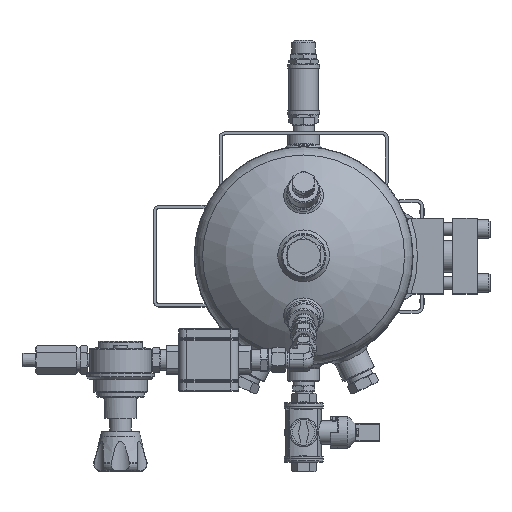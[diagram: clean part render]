
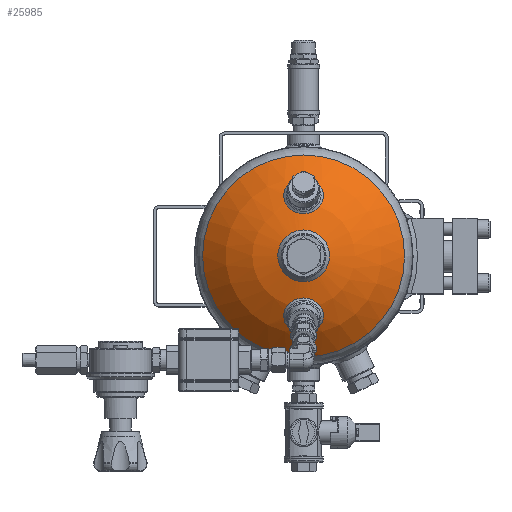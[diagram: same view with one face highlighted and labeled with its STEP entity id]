
A CAD part, top view. The second image highlights one B-rep face of the part: STEP entity #25985.
In plain terms, the highlighted spherical face has radius 140.215 mm.
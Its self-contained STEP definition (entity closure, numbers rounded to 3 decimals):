
#3526=SPHERICAL_SURFACE('',#35165,140.215);
#5242=CIRCLE('',#35166,17.526);
#5243=CIRCLE('',#35167,22.513);
#5244=CIRCLE('',#35168,17.526);
#5245=CIRCLE('',#35169,101.553);
#6494=ORIENTED_EDGE('',*,*,#13713,.T.);
#6495=ORIENTED_EDGE('',*,*,#13714,.T.);
#6496=ORIENTED_EDGE('',*,*,#13715,.T.);
#6497=ORIENTED_EDGE('',*,*,#13716,.F.);
#13713=EDGE_CURVE('',#17335,#17335,#5242,.T.);
#13714=EDGE_CURVE('',#17336,#17336,#5243,.T.);
#13715=EDGE_CURVE('',#17337,#17337,#5244,.T.);
#13716=EDGE_CURVE('',#17338,#17338,#5245,.T.);
#17335=VERTEX_POINT('',#47458);
#17336=VERTEX_POINT('',#47460);
#17337=VERTEX_POINT('',#47462);
#17338=VERTEX_POINT('',#47464);
#20581=EDGE_LOOP('',(#6494));
#20582=EDGE_LOOP('',(#6495));
#20583=EDGE_LOOP('',(#6496));
#20584=EDGE_LOOP('',(#6497));
#23072=FACE_BOUND('',#20581,.T.);
#23073=FACE_BOUND('',#20582,.T.);
#23074=FACE_BOUND('',#20583,.T.);
#23075=FACE_BOUND('',#20584,.T.);
#25985=ADVANCED_FACE('',(#23072,#23073,#23074,#23075),#3526,.T.);
#35165=AXIS2_PLACEMENT_3D('',#47456,#38216,#38217);
#35166=AXIS2_PLACEMENT_3D('',#47457,#38218,#38219);
#35167=AXIS2_PLACEMENT_3D('',#47459,#38220,#38221);
#35168=AXIS2_PLACEMENT_3D('',#47461,#38222,#38223);
#35169=AXIS2_PLACEMENT_3D('',#47463,#38224,#38225);
#38216=DIRECTION('',(0.,0.,-1.));
#38217=DIRECTION('',(-1.,0.,0.));
#38218=DIRECTION('',(-0.435,0.,-0.9));
#38219=DIRECTION('',(-0.9,0.,0.435));
#38220=DIRECTION('',(0.,0.,-1.));
#38221=DIRECTION('',(-1.,0.,0.));
#38222=DIRECTION('',(0.435,0.,-0.9));
#38223=DIRECTION('',(-0.9,0.,-0.435));
#38224=DIRECTION('',(0.,0.,-1.));
#38225=DIRECTION('',(-1.,0.,0.));
#47456=CARTESIAN_POINT('',(0.,0.,-38.615));
#47457=CARTESIAN_POINT('',(60.522,0.,86.646));
#47458=CARTESIAN_POINT('',(44.741,0.,94.27));
#47459=CARTESIAN_POINT('',(0.,0.,99.781));
#47460=CARTESIAN_POINT('',(-22.513,0.,99.781));
#47461=CARTESIAN_POINT('',(-60.522,0.,86.646));
#47462=CARTESIAN_POINT('',(-76.302,0.,79.021));
#47463=CARTESIAN_POINT('',(0.,0.,58.066));
#47464=CARTESIAN_POINT('',(-101.553,0.,58.066));
